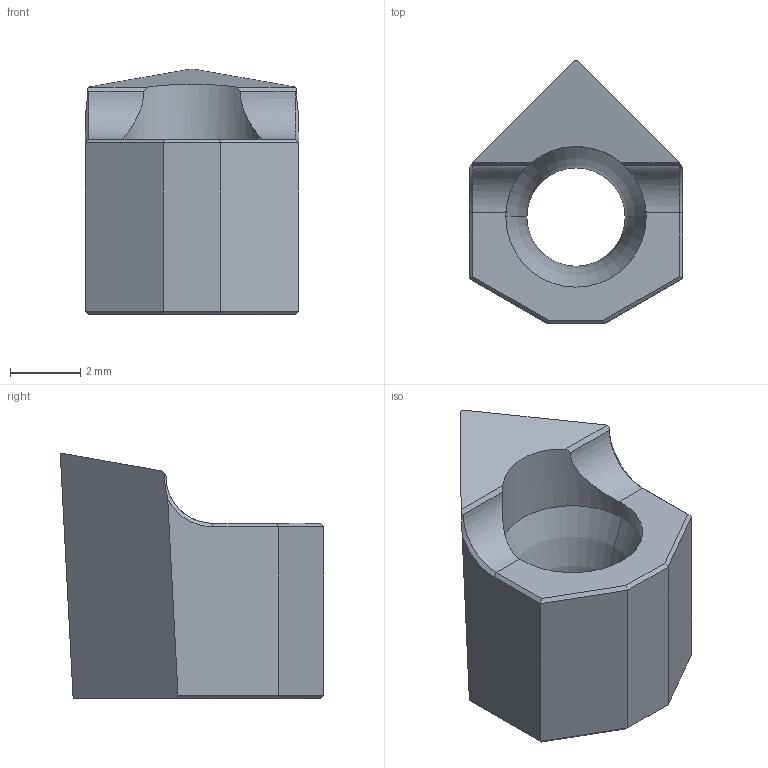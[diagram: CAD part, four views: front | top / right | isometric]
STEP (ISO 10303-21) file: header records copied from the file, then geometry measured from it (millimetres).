
FILE_DESCRIPTION (( 'STEP AP203' ), '1' );
FILE_NAME ('IN-SQ-8_10.STEP', '2023-07-18T09:41:47', ( 'TECNICO' ), ( '' ), 'SwSTEP 2.0', 'SolidWorks 2020', '' );
FILE_SCHEMA (( 'CONFIG_CONTROL_DESIGN' ));
Length unit declared in the file: millimetre
Products named in the file (1): IN-SQ-8_10
Bounding box: 6.08 x 7.5 x 7 mm (x, y, z)
Volume: 136.9 mm3; surface area: 224.9 mm2
Topology: 1 solids, 1 shells, 35 faces, 86 edges, 52 vertices
Faces by surface type: plane 23, cylinder 6, cone 4, torus 2
Entity records: 1116 total; most frequent: CARTESIAN_POINT 221, ORIENTED_EDGE 172, DIRECTION 166, EDGE_CURVE 86, LINE 60, VECTOR 60, AXIS2_PLACEMENT_3D 53, VERTEX_POINT 52
